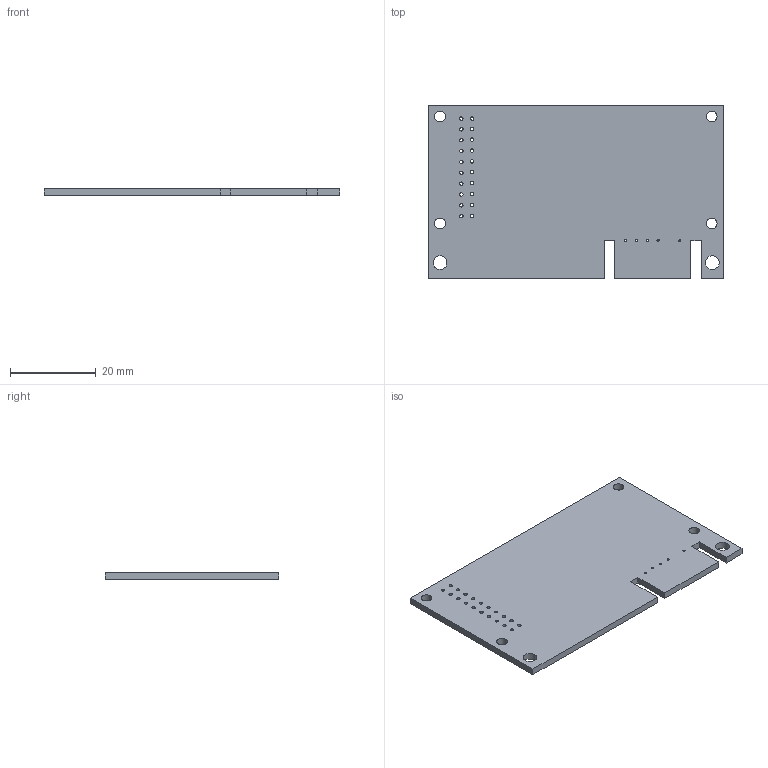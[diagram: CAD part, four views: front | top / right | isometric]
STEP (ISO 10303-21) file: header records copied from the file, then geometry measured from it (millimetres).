
FILE_DESCRIPTION(('KiCad electronic assembly'),'2;1');
FILE_NAME('amanero.step','2024-03-04T17:52:55',('Pcbnew'),('Kicad'), 'Open CASCADE STEP processor 7.6','KiCad to STEP converter','Unknown' );
FILE_SCHEMA(('AUTOMOTIVE_DESIGN { 1 0 10303 214 1 1 1 1 }'));
Length unit declared in the file: millimetre
Products named in the file (2): amanero 1; _autosave-amanero_PCB
Assembly tree (1 placements, depth 2):
  amanero 1
    _autosave-amanero_PCB
Bounding box: 69.09 x 40.64 x 1.6 mm (x, y, z)
Volume: 4347.1 mm3; surface area: 6017.4 mm2
Topology: 1 solids, 1 shells, 45 faces, 129 edges, 86 vertices
Faces by surface type: cylinder 31, plane 14
Full cylindrical faces by diameter (mm): 0.5 x5, 0.8 x20, 2.5 x4, 3.2 x2
Entity records: 1666 total; most frequent: DIRECTION 285, CARTESIAN_POINT 262, ORIENTED_EDGE 258, EDGE_CURVE 129, AXIS2_PLACEMENT_3D 109, FACE_BOUND 107, EDGE_LOOP 107, VERTEX_POINT 86
